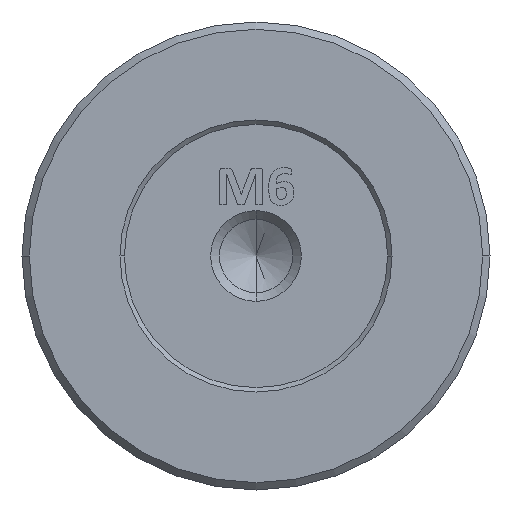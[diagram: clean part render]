
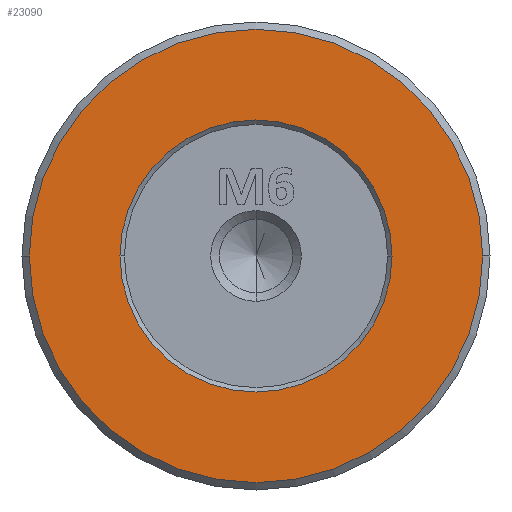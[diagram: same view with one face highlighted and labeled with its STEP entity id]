
A CAD part, left-side view. The second image highlights one B-rep face of the part: STEP entity #23090.
In plain terms, the highlighted planar face has unit normal (-1, 0, 0).
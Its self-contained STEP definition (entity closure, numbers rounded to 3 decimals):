
#221 = DIRECTION ( 'NONE',  ( 1., 0., 0. ) ) ;
#1108 = AXIS2_PLACEMENT_3D ( 'NONE', #17923, #19458, #6886 ) ;
#1159 = CARTESIAN_POINT ( 'NONE',  ( -36.599, -12.024, 13.025 ) ) ;
#2247 = AXIS2_PLACEMENT_3D ( 'NONE', #5762, #18624, #22896 ) ;
#2563 = ORIENTED_EDGE ( 'NONE', *, *, #24124, .T. ) ;
#2743 = DIRECTION ( 'NONE',  ( -1., 0., 0. ) ) ;
#2908 = AXIS2_PLACEMENT_3D ( 'NONE', #12529, #221, #14594 ) ;
#3774 = FACE_BOUND ( 'NONE', #5057, .T. ) ;
#3876 = VERTEX_POINT ( 'NONE', #19482 ) ;
#3896 = EDGE_CURVE ( 'NONE', #26514, #24473, #21997, .T. ) ;
#5057 = EDGE_LOOP ( 'NONE', ( #19874, #17360 ) ) ;
#5200 = AXIS2_PLACEMENT_3D ( 'NONE', #6910, #2743, #15742 ) ;
#5581 = DIRECTION ( 'NONE',  ( 0., 1., 0. ) ) ;
#5762 = CARTESIAN_POINT ( 'NONE',  ( -36.599, 3.476, 13.025 ) ) ;
#6886 = DIRECTION ( 'NONE',  ( 0., -1., 0. ) ) ;
#6910 = CARTESIAN_POINT ( 'NONE',  ( -36.599, 3.476, 13.025 ) ) ;
#7226 = EDGE_CURVE ( 'NONE', #3876, #17218, #13508, .T. ) ;
#9749 = PLANE ( 'NONE',  #20511 ) ;
#11673 = FACE_OUTER_BOUND ( 'NONE', #20979, .T. ) ;
#11979 = CARTESIAN_POINT ( 'NONE',  ( -36.599, 12.776, 13.025 ) ) ;
#12221 = CARTESIAN_POINT ( 'NONE',  ( -36.599, 3.476, 13.025 ) ) ;
#12529 = CARTESIAN_POINT ( 'NONE',  ( -36.599, 3.476, 13.025 ) ) ;
#13508 = CIRCLE ( 'NONE', #2908, 9.3 ) ;
#14594 = DIRECTION ( 'NONE',  ( 0., -1., 0. ) ) ;
#15742 = DIRECTION ( 'NONE',  ( 0., -1., 0. ) ) ;
#17218 = VERTEX_POINT ( 'NONE', #11979 ) ;
#17360 = ORIENTED_EDGE ( 'NONE', *, *, #19021, .T. ) ;
#17923 = CARTESIAN_POINT ( 'NONE',  ( -36.599, 3.476, 13.025 ) ) ;
#18187 = DIRECTION ( 'NONE',  ( -1., 0., 0. ) ) ;
#18624 = DIRECTION ( 'NONE',  ( 1., 0., 0. ) ) ;
#18761 = CIRCLE ( 'NONE', #1108, 15.5 ) ;
#19021 = EDGE_CURVE ( 'NONE', #17218, #3876, #22156, .T. ) ;
#19458 = DIRECTION ( 'NONE',  ( -1., 0., 0. ) ) ;
#19482 = CARTESIAN_POINT ( 'NONE',  ( -36.599, -5.824, 13.025 ) ) ;
#19874 = ORIENTED_EDGE ( 'NONE', *, *, #7226, .T. ) ;
#20511 = AXIS2_PLACEMENT_3D ( 'NONE', #12221, #18187, #5581 ) ;
#20979 = EDGE_LOOP ( 'NONE', ( #21494, #2563 ) ) ;
#21463 = CARTESIAN_POINT ( 'NONE',  ( -36.599, 18.976, 13.025 ) ) ;
#21494 = ORIENTED_EDGE ( 'NONE', *, *, #3896, .T. ) ;
#21997 = CIRCLE ( 'NONE', #5200, 15.5 ) ;
#22156 = CIRCLE ( 'NONE', #2247, 9.3 ) ;
#22896 = DIRECTION ( 'NONE',  ( 0., -1., 0. ) ) ;
#23090 = ADVANCED_FACE ( 'NONE', ( #3774, #11673 ), #9749, .T. ) ;
#24124 = EDGE_CURVE ( 'NONE', #24473, #26514, #18761, .T. ) ;
#24473 = VERTEX_POINT ( 'NONE', #1159 ) ;
#26514 = VERTEX_POINT ( 'NONE', #21463 ) ;
